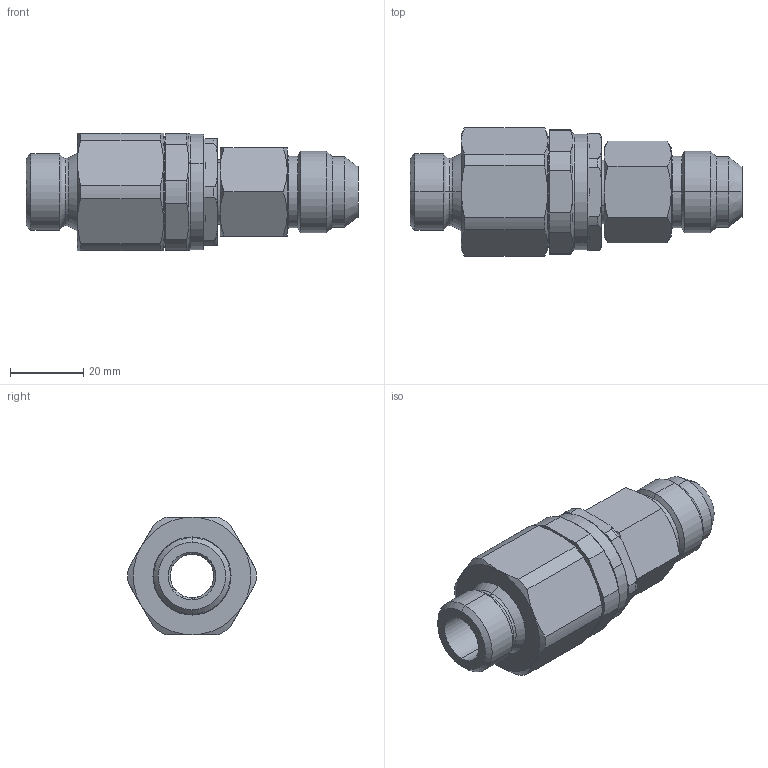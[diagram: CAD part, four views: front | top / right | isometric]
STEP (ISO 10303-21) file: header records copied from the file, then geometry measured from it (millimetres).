
FILE_DESCRIPTION (( 'STEP AP214' ), '1' );
FILE_NAME ('500-32.STEP', '2015-09-04T12:07:39', ( 'admin' ), ( 'Microsoft' ), 'SwSTEP 2.0', 'SolidWorks 2009', '' );
FILE_SCHEMA (( 'AUTOMOTIVE_DESIGN' ));
Length unit declared in the file: millimetre
Products named in the file (1): 500-32
Bounding box: 90.47 x 34.98 x 32 mm (x, y, z)
Volume: 41519.2 mm3; surface area: 13820.2 mm2
Topology: 1 solids, 1 shells, 193 faces, 460 edges, 280 vertices
Faces by surface type: plane 73, cylinder 52, cone 52, torus 16
Entity records: 5949 total; most frequent: CARTESIAN_POINT 1470, DIRECTION 964, ORIENTED_EDGE 920, EDGE_CURVE 460, AXIS2_PLACEMENT_3D 394, VERTEX_POINT 280, EDGE_LOOP 206, CIRCLE 200
